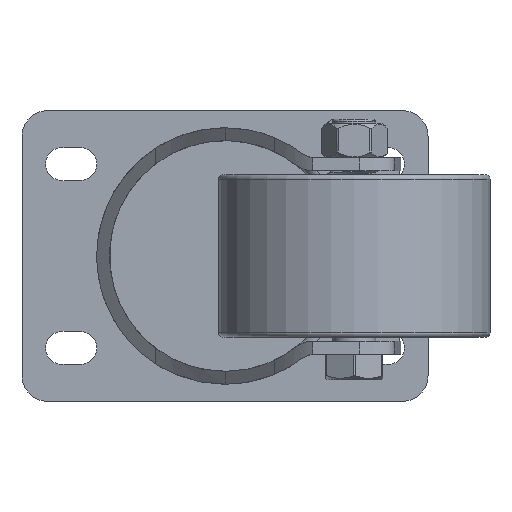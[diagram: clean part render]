
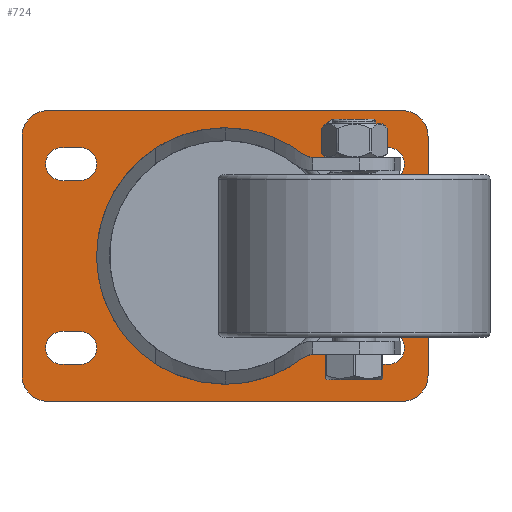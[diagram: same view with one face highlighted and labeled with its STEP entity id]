
A CAD part, front view. The second image highlights one B-rep face of the part: STEP entity #724.
In plain terms, the highlighted planar face has unit normal (0, -1, 0).
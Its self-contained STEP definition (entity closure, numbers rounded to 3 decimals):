
#1=CARTESIAN_POINT('',(-41.5,0.,-28.));
#2=DIRECTION('',(0.,1.,0.));
#3=DIRECTION('',(0.,0.,-1.));
#4=AXIS2_PLACEMENT_3D('',#1,#2,#3);
#6=DIRECTION('',(0.,0.,1.));
#7=VECTOR('',#6,56.);
#8=CARTESIAN_POINT('',(-47.5,0.,-28.));
#9=LINE('',#8,#7);
#10=CARTESIAN_POINT('',(-41.5,0.,28.));
#11=DIRECTION('',(0.,1.,0.));
#12=DIRECTION('',(-1.,0.,0.));
#13=AXIS2_PLACEMENT_3D('',#10,#11,#12);
#15=DIRECTION('',(1.,0.,0.));
#16=VECTOR('',#15,83.);
#17=CARTESIAN_POINT('',(-41.5,0.,34.));
#18=LINE('',#17,#16);
#19=CARTESIAN_POINT('',(41.5,0.,28.));
#20=DIRECTION('',(0.,1.,0.));
#21=DIRECTION('',(0.,0.,1.));
#22=AXIS2_PLACEMENT_3D('',#19,#20,#21);
#24=DIRECTION('',(0.,0.,-1.));
#25=VECTOR('',#24,56.);
#26=CARTESIAN_POINT('',(47.5,0.,28.));
#27=LINE('',#26,#25);
#28=CARTESIAN_POINT('',(41.5,0.,-28.));
#29=DIRECTION('',(0.,1.,0.));
#30=DIRECTION('',(1.,0.,0.));
#31=AXIS2_PLACEMENT_3D('',#28,#29,#30);
#33=DIRECTION('',(-1.,0.,0.));
#34=VECTOR('',#33,83.);
#35=CARTESIAN_POINT('',(41.5,0.,-34.));
#36=LINE('',#35,#34);
#37=DIRECTION('',(1.,0.,0.));
#38=VECTOR('',#37,4.293);
#39=CARTESIAN_POINT('',(33.853,0.,-25.353));
#40=LINE('',#39,#38);
#41=CARTESIAN_POINT('',(38.147,0.,-21.5));
#42=DIRECTION('',(0.,-1.,0.));
#43=DIRECTION('',(0.,0.,-1.));
#44=AXIS2_PLACEMENT_3D('',#41,#42,#43);
#46=DIRECTION('',(-1.,0.,0.));
#47=VECTOR('',#46,4.293);
#48=CARTESIAN_POINT('',(38.147,0.,-17.647));
#49=LINE('',#48,#47);
#50=CARTESIAN_POINT('',(33.853,0.,-21.5));
#51=DIRECTION('',(0.,-1.,0.));
#52=DIRECTION('',(0.,0.,1.));
#53=AXIS2_PLACEMENT_3D('',#50,#51,#52);
#55=CARTESIAN_POINT('',(33.853,0.,21.5));
#56=DIRECTION('',(0.,-1.,0.));
#57=DIRECTION('',(0.,0.,1.));
#58=AXIS2_PLACEMENT_3D('',#55,#56,#57);
#60=DIRECTION('',(1.,0.,0.));
#61=VECTOR('',#60,4.293);
#62=CARTESIAN_POINT('',(33.853,0.,17.647));
#63=LINE('',#62,#61);
#64=CARTESIAN_POINT('',(38.147,0.,21.5));
#65=DIRECTION('',(0.,-1.,0.));
#66=DIRECTION('',(0.,0.,-1.));
#67=AXIS2_PLACEMENT_3D('',#64,#65,#66);
#69=DIRECTION('',(-1.,0.,0.));
#70=VECTOR('',#69,4.293);
#71=CARTESIAN_POINT('',(38.147,0.,25.353));
#72=LINE('',#71,#70);
#73=CARTESIAN_POINT('',(-33.853,0.,-21.5));
#74=DIRECTION('',(0.,-1.,0.));
#75=DIRECTION('',(0.,0.,-1.));
#76=AXIS2_PLACEMENT_3D('',#73,#74,#75);
#78=DIRECTION('',(-1.,0.,0.));
#79=VECTOR('',#78,4.293);
#80=CARTESIAN_POINT('',(-33.853,0.,-17.647));
#81=LINE('',#80,#79);
#82=CARTESIAN_POINT('',(-38.147,0.,-21.5));
#83=DIRECTION('',(0.,-1.,0.));
#84=DIRECTION('',(0.,0.,1.));
#85=AXIS2_PLACEMENT_3D('',#82,#83,#84);
#87=DIRECTION('',(1.,0.,0.));
#88=VECTOR('',#87,4.293);
#89=CARTESIAN_POINT('',(-38.147,0.,-25.353));
#90=LINE('',#89,#88);
#91=DIRECTION('',(-1.,0.,0.));
#92=VECTOR('',#91,4.293);
#93=CARTESIAN_POINT('',(-33.853,0.,25.353));
#94=LINE('',#93,#92);
#95=CARTESIAN_POINT('',(-38.147,0.,21.5));
#96=DIRECTION('',(0.,-1.,0.));
#97=DIRECTION('',(0.,0.,1.));
#98=AXIS2_PLACEMENT_3D('',#95,#96,#97);
#100=DIRECTION('',(1.,0.,0.));
#101=VECTOR('',#100,4.293);
#102=CARTESIAN_POINT('',(-38.147,0.,17.647));
#103=LINE('',#102,#101);
#104=CARTESIAN_POINT('',(-33.853,0.,21.5));
#105=DIRECTION('',(0.,-1.,0.));
#106=DIRECTION('',(0.,0.,-1.));
#107=AXIS2_PLACEMENT_3D('',#104,#105,#106);
#109=CARTESIAN_POINT('',(0.,0.,0.));
#110=DIRECTION('',(0.,1.,0.));
#111=DIRECTION('',(1.,0.,0.));
#112=AXIS2_PLACEMENT_3D('',#109,#110,#111);
#114=CARTESIAN_POINT('',(0.,0.,0.));
#115=DIRECTION('',(0.,1.,0.));
#116=DIRECTION('',(-1.,0.,0.));
#117=AXIS2_PLACEMENT_3D('',#114,#115,#116);
#513=CARTESIAN_POINT('',(-47.5,0.,-28.));
#514=CARTESIAN_POINT('',(-47.5,0.,28.));
#515=VERTEX_POINT('',#513);
#516=VERTEX_POINT('',#514);
#517=CARTESIAN_POINT('',(-41.5,0.,34.));
#518=CARTESIAN_POINT('',(41.5,0.,34.));
#519=VERTEX_POINT('',#517);
#520=VERTEX_POINT('',#518);
#521=CARTESIAN_POINT('',(47.5,0.,28.));
#522=CARTESIAN_POINT('',(47.5,0.,-28.));
#523=VERTEX_POINT('',#521);
#524=VERTEX_POINT('',#522);
#525=CARTESIAN_POINT('',(41.5,0.,-34.));
#526=CARTESIAN_POINT('',(-41.5,0.,-34.));
#527=VERTEX_POINT('',#525);
#528=VERTEX_POINT('',#526);
#581=CARTESIAN_POINT('',(33.853,0.,-25.353));
#582=CARTESIAN_POINT('',(38.147,0.,-25.353));
#583=VERTEX_POINT('',#581);
#584=VERTEX_POINT('',#582);
#585=CARTESIAN_POINT('',(38.147,0.,-17.647));
#586=VERTEX_POINT('',#585);
#587=CARTESIAN_POINT('',(33.853,0.,-17.647));
#588=VERTEX_POINT('',#587);
#589=CARTESIAN_POINT('',(33.853,0.,25.353));
#590=CARTESIAN_POINT('',(33.853,0.,17.647));
#591=VERTEX_POINT('',#589);
#592=VERTEX_POINT('',#590);
#593=CARTESIAN_POINT('',(38.147,0.,17.647));
#594=VERTEX_POINT('',#593);
#595=CARTESIAN_POINT('',(38.147,0.,25.353));
#596=VERTEX_POINT('',#595);
#597=CARTESIAN_POINT('',(-33.853,0.,-25.353));
#598=CARTESIAN_POINT('',(-33.853,0.,-17.647));
#599=VERTEX_POINT('',#597);
#600=VERTEX_POINT('',#598);
#601=CARTESIAN_POINT('',(-38.147,0.,-17.647));
#602=VERTEX_POINT('',#601);
#603=CARTESIAN_POINT('',(-38.147,0.,-25.353));
#604=VERTEX_POINT('',#603);
#605=CARTESIAN_POINT('',(-33.853,0.,25.353));
#606=CARTESIAN_POINT('',(-38.147,0.,25.353));
#607=VERTEX_POINT('',#605);
#608=VERTEX_POINT('',#606);
#609=CARTESIAN_POINT('',(-38.147,0.,17.647));
#610=VERTEX_POINT('',#609);
#611=CARTESIAN_POINT('',(-33.853,0.,17.647));
#612=VERTEX_POINT('',#611);
#647=CARTESIAN_POINT('',(28.789,0.,0.));
#648=CARTESIAN_POINT('',(-28.789,0.,0.));
#649=VERTEX_POINT('',#647);
#650=VERTEX_POINT('',#648);
#655=CARTESIAN_POINT('',(0.,0.,0.));
#656=DIRECTION('',(0.,1.,0.));
#657=DIRECTION('',(1.,0.,0.));
#658=AXIS2_PLACEMENT_3D('',#655,#656,#657);
#659=PLANE('',#658);
#661=ORIENTED_EDGE('',*,*,#660,.T.);
#663=ORIENTED_EDGE('',*,*,#662,.T.);
#665=ORIENTED_EDGE('',*,*,#664,.T.);
#667=ORIENTED_EDGE('',*,*,#666,.T.);
#669=ORIENTED_EDGE('',*,*,#668,.T.);
#671=ORIENTED_EDGE('',*,*,#670,.T.);
#673=ORIENTED_EDGE('',*,*,#672,.T.);
#675=ORIENTED_EDGE('',*,*,#674,.T.);
#676=EDGE_LOOP('',(#661,#663,#665,#667,#669,#671,#673,#675));
#677=FACE_OUTER_BOUND('',#676,.F.);
#679=ORIENTED_EDGE('',*,*,#678,.T.);
#681=ORIENTED_EDGE('',*,*,#680,.T.);
#683=ORIENTED_EDGE('',*,*,#682,.T.);
#685=ORIENTED_EDGE('',*,*,#684,.T.);
#686=EDGE_LOOP('',(#679,#681,#683,#685));
#687=FACE_BOUND('',#686,.F.);
#689=ORIENTED_EDGE('',*,*,#688,.T.);
#691=ORIENTED_EDGE('',*,*,#690,.T.);
#693=ORIENTED_EDGE('',*,*,#692,.T.);
#695=ORIENTED_EDGE('',*,*,#694,.T.);
#696=EDGE_LOOP('',(#689,#691,#693,#695));
#697=FACE_BOUND('',#696,.F.);
#699=ORIENTED_EDGE('',*,*,#698,.T.);
#701=ORIENTED_EDGE('',*,*,#700,.T.);
#703=ORIENTED_EDGE('',*,*,#702,.T.);
#705=ORIENTED_EDGE('',*,*,#704,.T.);
#706=EDGE_LOOP('',(#699,#701,#703,#705));
#707=FACE_BOUND('',#706,.F.);
#709=ORIENTED_EDGE('',*,*,#708,.T.);
#711=ORIENTED_EDGE('',*,*,#710,.T.);
#713=ORIENTED_EDGE('',*,*,#712,.T.);
#715=ORIENTED_EDGE('',*,*,#714,.T.);
#716=EDGE_LOOP('',(#709,#711,#713,#715));
#717=FACE_BOUND('',#716,.F.);
#719=ORIENTED_EDGE('',*,*,#718,.F.);
#721=ORIENTED_EDGE('',*,*,#720,.F.);
#722=EDGE_LOOP('',(#719,#721));
#723=FACE_BOUND('',#722,.F.);
#5=CIRCLE('',#4,6.);
#14=CIRCLE('',#13,6.);
#23=CIRCLE('',#22,6.);
#32=CIRCLE('',#31,6.);
#45=CIRCLE('',#44,3.853);
#54=CIRCLE('',#53,3.853);
#59=CIRCLE('',#58,3.853);
#68=CIRCLE('',#67,3.853);
#77=CIRCLE('',#76,3.853);
#86=CIRCLE('',#85,3.853);
#99=CIRCLE('',#98,3.853);
#108=CIRCLE('',#107,3.853);
#113=CIRCLE('',#112,28.789);
#118=CIRCLE('',#117,28.789);
#660=EDGE_CURVE('',#528,#515,#5,.T.);
#662=EDGE_CURVE('',#515,#516,#9,.T.);
#664=EDGE_CURVE('',#516,#519,#14,.T.);
#666=EDGE_CURVE('',#519,#520,#18,.T.);
#668=EDGE_CURVE('',#520,#523,#23,.T.);
#670=EDGE_CURVE('',#523,#524,#27,.T.);
#672=EDGE_CURVE('',#524,#527,#32,.T.);
#674=EDGE_CURVE('',#527,#528,#36,.T.);
#678=EDGE_CURVE('',#583,#584,#40,.T.);
#680=EDGE_CURVE('',#584,#586,#45,.T.);
#682=EDGE_CURVE('',#586,#588,#49,.T.);
#684=EDGE_CURVE('',#588,#583,#54,.T.);
#688=EDGE_CURVE('',#591,#592,#59,.T.);
#690=EDGE_CURVE('',#592,#594,#63,.T.);
#692=EDGE_CURVE('',#594,#596,#68,.T.);
#694=EDGE_CURVE('',#596,#591,#72,.T.);
#698=EDGE_CURVE('',#599,#600,#77,.T.);
#700=EDGE_CURVE('',#600,#602,#81,.T.);
#702=EDGE_CURVE('',#602,#604,#86,.T.);
#704=EDGE_CURVE('',#604,#599,#90,.T.);
#708=EDGE_CURVE('',#607,#608,#94,.T.);
#710=EDGE_CURVE('',#608,#610,#99,.T.);
#712=EDGE_CURVE('',#610,#612,#103,.T.);
#714=EDGE_CURVE('',#612,#607,#108,.T.);
#718=EDGE_CURVE('',#649,#650,#113,.T.);
#720=EDGE_CURVE('',#650,#649,#118,.T.);
#724=ADVANCED_FACE('',(#677,#687,#697,#707,#717,#723),#659,.F.);
